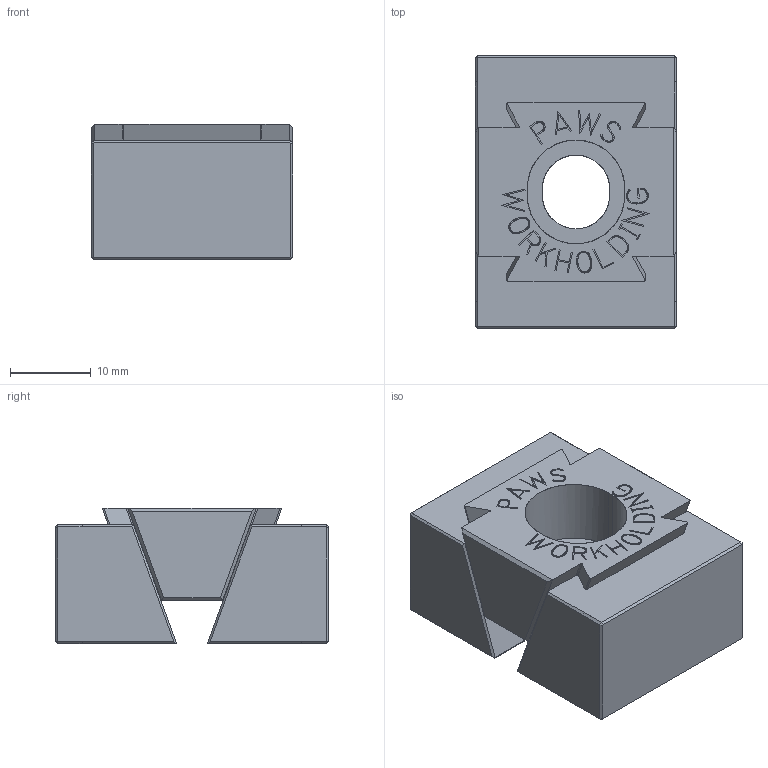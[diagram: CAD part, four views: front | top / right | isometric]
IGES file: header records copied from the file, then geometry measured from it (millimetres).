
Global section: file name: 2030-PWC.MCX-6; native system: MASTERCAMX6; preprocessor: 1; date: 140710.073707; units: inch
Bounding box: 24.89 x 33.73 x 16.79 mm (x, y, z)
Surface area: 5683.7 mm2 (no closed solid volume)
Topology: 0 solids, 0 shells, 303 faces, 4250 edges, 4250 vertices
Faces by surface type: bspline 303
